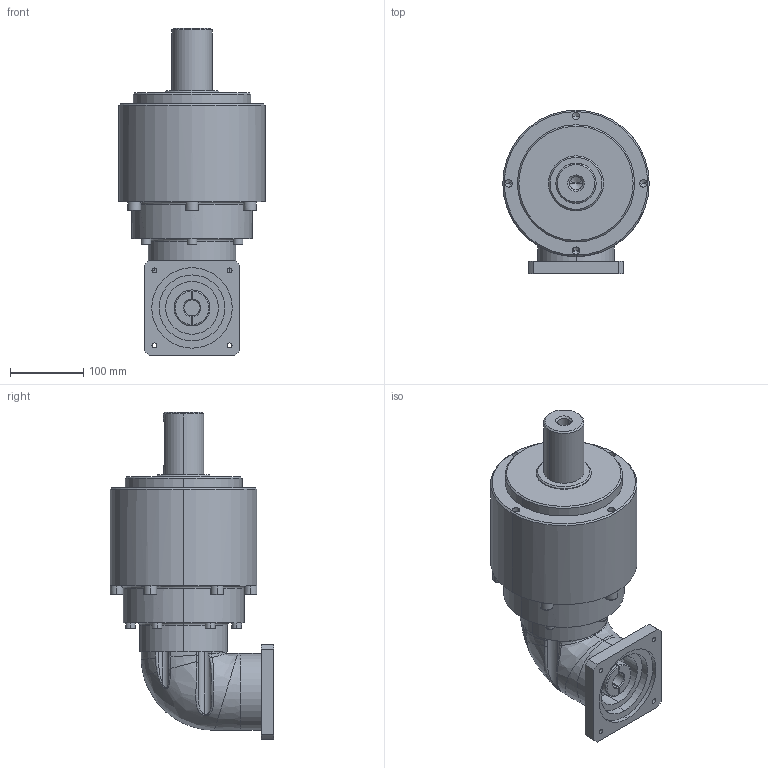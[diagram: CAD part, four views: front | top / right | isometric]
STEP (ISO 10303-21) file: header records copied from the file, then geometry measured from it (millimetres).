
FILE_DESCRIPTION((''),'2;1');
FILE_NAME('EVL205-S2-L3_1_1_','2022-07-05T13:51:06',('Administrator'),(''),'CREO PARAMETRIC BY PTC INC, 2019010','CREO PARAMETRIC BY PTC INC, 2019010','');
FILE_SCHEMA(('CONFIG_CONTROL_DESIGN'));
Length unit declared in the file: millimetre
Products named in the file (1): EVL205-S2-L3_1_1_
Bounding box: 200 x 223.1 x 446.7 mm (x, y, z)
Volume: 7603171.6 mm3; surface area: 316296.3 mm2
Topology: 1 solids, 1 shells, 304 faces, 754 edges, 476 vertices
Faces by surface type: plane 135, cylinder 85, torus 33, bspline 27, cone 24
Entity records: 13222 total; most frequent: CARTESIAN_POINT 6055, ORIENTED_EDGE 1488, DIRECTION 1459, EDGE_CURVE 744, AXIS2_PLACEMENT_3D 549, VERTEX_POINT 476, VECTOR 361, LINE 361
